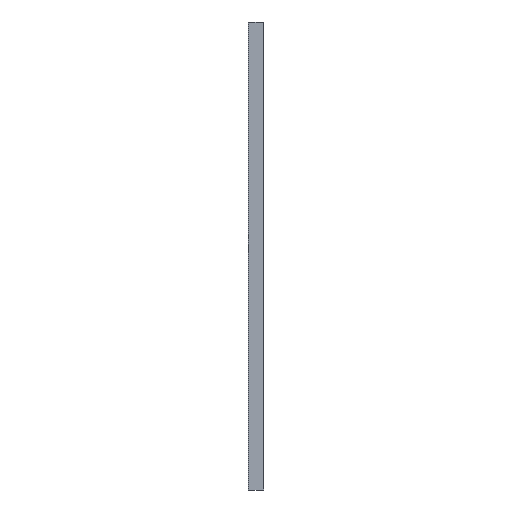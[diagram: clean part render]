
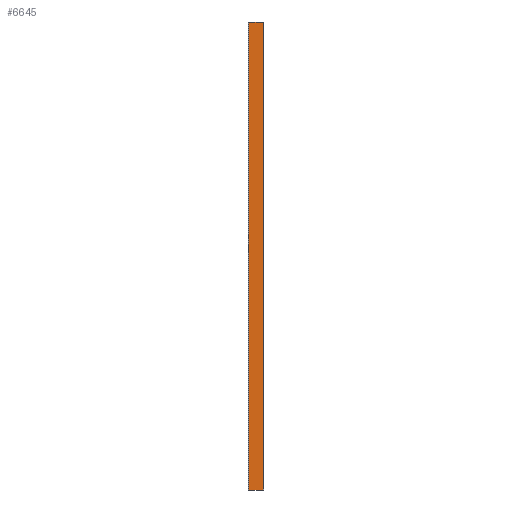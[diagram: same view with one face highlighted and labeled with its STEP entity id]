
A CAD part, left-side view. The second image highlights one B-rep face of the part: STEP entity #6645.
In plain terms, the highlighted planar face has unit normal (-1, 0, 0).
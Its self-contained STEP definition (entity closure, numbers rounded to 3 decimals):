
#252=DIRECTION('',(0.,-1.,0.));
#253=VECTOR('',#252,64.);
#254=CARTESIAN_POINT('',(-105.,66.,-2000.));
#255=LINE('',#254,#253);
#399=DIRECTION('',(0.,0.,-1.));
#400=VECTOR('',#399,2000.);
#401=CARTESIAN_POINT('',(-105.,66.,0.));
#402=LINE('',#401,#400);
#403=DIRECTION('',(0.,-1.,0.));
#404=VECTOR('',#403,64.);
#405=CARTESIAN_POINT('',(-105.,66.,0.));
#406=LINE('',#405,#404);
#407=DIRECTION('',(0.,0.,-1.));
#408=VECTOR('',#407,2000.);
#409=CARTESIAN_POINT('',(-105.,2.,0.));
#410=LINE('',#409,#408);
#6411=CARTESIAN_POINT('',(-105.,66.,-2000.));
#6413=VERTEX_POINT('',#6411);
#6417=CARTESIAN_POINT('',(-105.,66.,0.));
#6418=VERTEX_POINT('',#6417);
#6436=CARTESIAN_POINT('',(-105.,2.,-2000.));
#6438=VERTEX_POINT('',#6436);
#6439=CARTESIAN_POINT('',(-105.,2.,0.));
#6440=VERTEX_POINT('',#6439);
#6633=CARTESIAN_POINT('',(-105.,2.,0.));
#6634=DIRECTION('',(-1.,0.,0.));
#6635=DIRECTION('',(0.,-1.,0.));
#6636=AXIS2_PLACEMENT_3D('',#6633,#6634,#6635);
#6637=PLANE('',#6636);
#6638=ORIENTED_EDGE('',*,*,#6541,.F.);
#6639=ORIENTED_EDGE('',*,*,#6526,.T.);
#6641=ORIENTED_EDGE('',*,*,#6640,.T.);
#6642=ORIENTED_EDGE('',*,*,#6552,.F.);
#6643=EDGE_LOOP('',(#6638,#6639,#6641,#6642));
#6644=FACE_OUTER_BOUND('',#6643,.F.);
#6526=EDGE_CURVE('',#6418,#6440,#406,.T.);
#6541=EDGE_CURVE('',#6418,#6413,#402,.T.);
#6552=EDGE_CURVE('',#6413,#6438,#255,.T.);
#6640=EDGE_CURVE('',#6440,#6438,#410,.T.);
#6645=ADVANCED_FACE('',(#6644),#6637,.T.);
